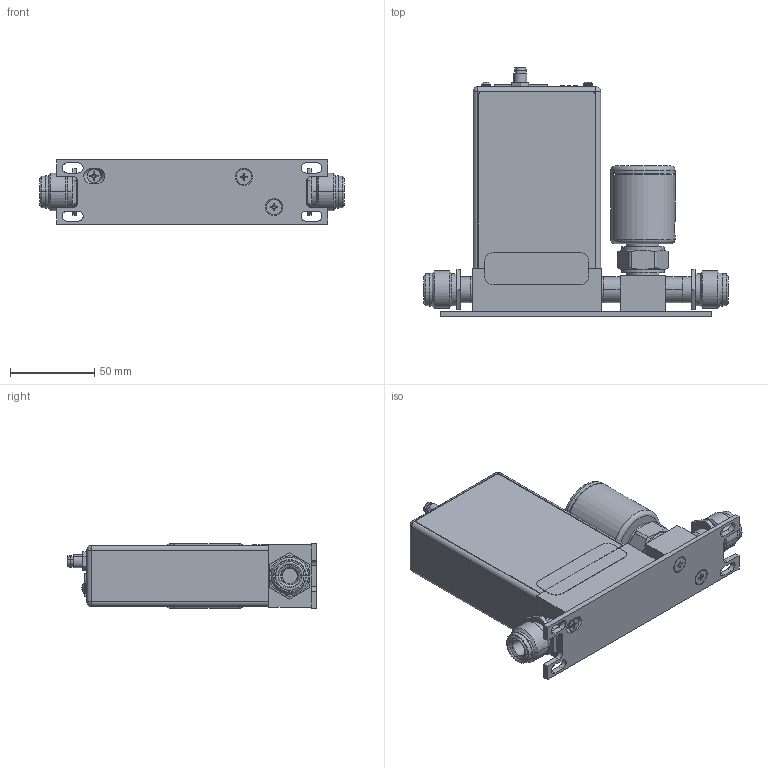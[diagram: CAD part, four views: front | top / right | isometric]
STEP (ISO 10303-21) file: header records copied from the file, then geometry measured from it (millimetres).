
FILE_DESCRIPTION((''),'2;1');
FILE_NAME('GV50A_ETHERCAT_5-PIN_12MM_ASM','2015-08-20T',('cockrofm'),(''),'PRO/ENGINEER BY PARAMETRIC TECHNOLOGY CORPORATION, 2011490','PRO/ENGINEER BY PARAMETRIC TECHNOLOGY CORPORATION, 2011490','');
FILE_SCHEMA(('CONFIG_CONTROL_DESIGN'));
Length unit declared in the file: inch
Products named in the file (37): PRT0005; PRT0007; PRT0008; PRT0009; PRT0010; PRT0011; PRT0012; PRT0013; PRT0014; PRT0015; PRT0016; PRT0017; PRT0018; 1053737-002_ASM_1_ASM_ASM; PRT0019; PRT0020; PRT0021; PRT0022; PRT0023; PRT0024; PRT0025; PRT0026; PRT0027; PRT0028; 1055980_CCA_ASSY_ASM_1_ASM_ASM; PRT0029; PRT0030; PRT0031; PRT0032; PRT0033; ASM0001_ASM; 1040814_GV_ETHERCAT_4VCR_ASM_1__ASM; GV50A_ETHERCAT_5-PIN_4VCR_ASM_ASM; 1053435_PLATE; 1052580-001; 1052580-002; GV50A_ETHERCAT_5-PIN_12MM_ASM
Assembly tree (45 placements, depth 6):
  GV50A_ETHERCAT_5-PIN_12MM_ASM
    GV50A_ETHERCAT_5-PIN_4VCR_ASM_ASM
      1040814_GV_ETHERCAT_4VCR_ASM_1__ASM
        PRT0005
        PRT0007  x2
        PRT0008
        ASM0001_ASM
          PRT0009
          PRT0010
          1053737-002_ASM_1_ASM_ASM
            PRT0011
            PRT0012
            PRT0013
            PRT0014
            PRT0015
            PRT0016
            PRT0017
            PRT0018
          PRT0019
          PRT0020  x4
          PRT0021
          PRT0022
          1055980_CCA_ASSY_ASM_1_ASM_ASM
            PRT0023
            PRT0024
            PRT0025
            PRT0026
            PRT0027  x2
            PRT0028  x3
          PRT0029
          PRT0030
          PRT0031
          PRT0032
          PRT0033  x3
    1053435_PLATE
    1052580-001
    1052580-002
Bounding box: 180.47 x 147.7 x 38.11 mm (x, y, z)
Volume: 220659.4 mm3; surface area: 158050.2 mm2
Topology: 40 solids, 42 shells, 1937 faces, 4798 edges, 3038 vertices
Faces by surface type: plane 1152, cylinder 531, cone 94, extrusion 92, torus 46, sphere 18, bspline 4
Entity records: 49311 total; most frequent: CARTESIAN_POINT 9850, DIRECTION 8073, ORIENTED_EDGE 7916, EDGE_CURVE 3962, VECTOR 2789, LINE 2763, AXIS2_PLACEMENT_3D 2642, VERTEX_POINT 2577
